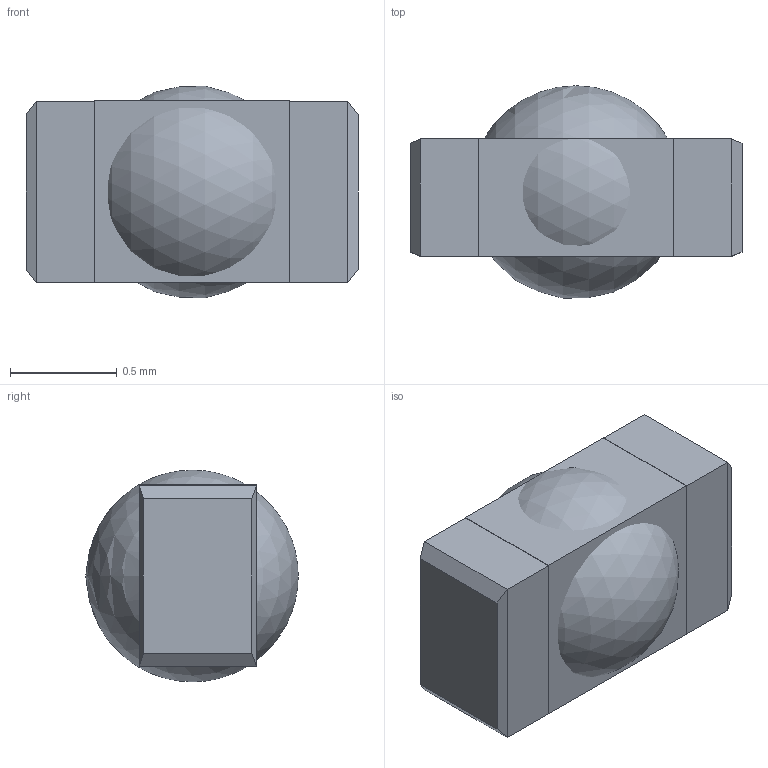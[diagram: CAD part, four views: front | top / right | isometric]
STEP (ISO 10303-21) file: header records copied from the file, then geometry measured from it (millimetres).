
FILE_DESCRIPTION (( 'STEP AP214' ), '1' );
FILE_NAME ( 'LEDC1609X55N_Y.step', '2018-12-6T6:23:0', ( '' ), ( '' ), 'EDABuilder', 'EMA Design Automation', '' );
FILE_SCHEMA (( 'AUTOMOTIVE_DESIGN' ));
Length unit declared in the file: millimetre
Products named in the file (1): face1_BC
Bounding box: 1.56 x 1 x 0.99 mm (x, y, z)
Volume: 1.2 mm3; surface area: 10.2 mm2
Topology: 4 solids, 4 shells, 27 faces, 55 edges, 34 vertices
Faces by surface type: plane 26, sphere 1
Entity records: 774 total; most frequent: CARTESIAN_POINT 119, DIRECTION 118, ORIENTED_EDGE 106, EDGE_CURVE 53, LINE 52, VECTOR 52, VERTEX_POINT 34, AXIS2_PLACEMENT_3D 33
